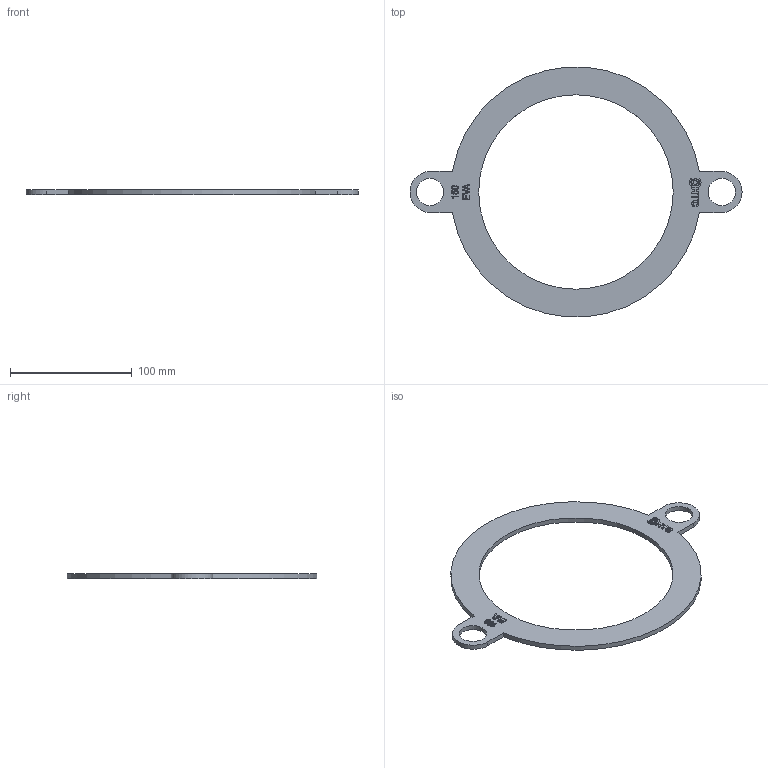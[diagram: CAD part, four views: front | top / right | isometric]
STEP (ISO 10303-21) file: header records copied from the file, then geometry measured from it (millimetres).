
FILE_DESCRIPTION(/* description */ (''),/* implementation_level */ '2;1');
FILE_NAME(/* name */ 'AF0709.000.160.step',/* time_stamp */ '2026-02-11T11:10:29+01:00',/* author */ (''),/* organization */ (''),/* preprocessor_version */ 'ST-DEVELOPER v20.1',/* originating_system */ 'Autodesk Translation Framework v14.24.0.0',/* authorisation */ '');
FILE_SCHEMA (('AUTOMOTIVE_DESIGN { 1 0 10303 214 3 1 1 }'));
Length unit declared in the file: millimetre
Products named in the file (1): 2026-02-11-07-59-12-360
Bounding box: 273.08 x 205.3 x 4.5 mm (x, y, z)
Volume: 58030.7 mm3; surface area: 34736.7 mm2
Topology: 1 solids, 1 shells, 216 faces, 594 edges, 396 vertices
Faces by surface type: bspline 117, plane 92, cylinder 7
Full cylindrical faces by diameter (mm): 22.5 x2, 160 x1
Entity records: 7484 total; most frequent: CARTESIAN_POINT 2866, ORIENTED_EDGE 1188, DIRECTION 606, EDGE_CURVE 594, VERTEX_POINT 396, LINE 346, VECTOR 346, EDGE_LOOP 238
